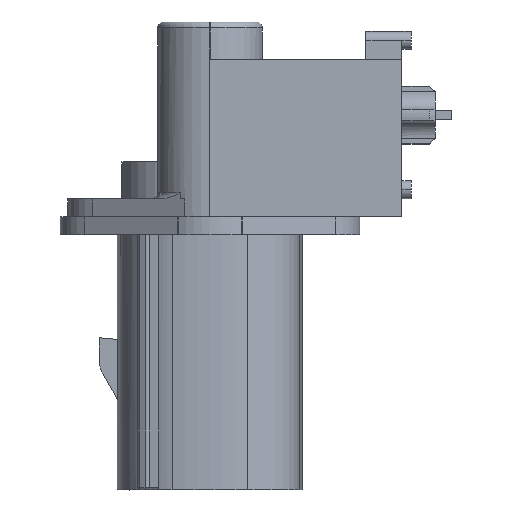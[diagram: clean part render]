
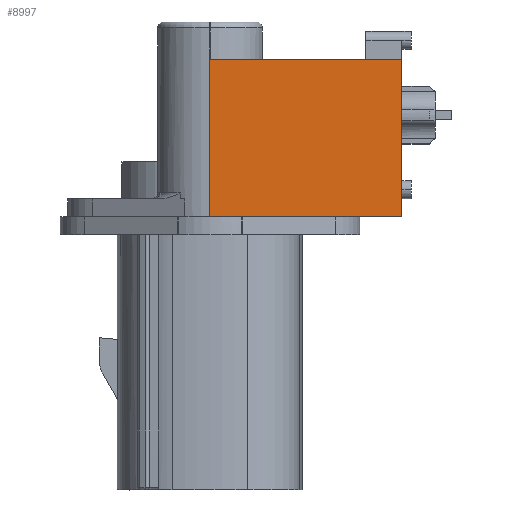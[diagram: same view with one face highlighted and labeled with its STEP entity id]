
A CAD part, left-side view. The second image highlights one B-rep face of the part: STEP entity #8997.
In plain terms, the highlighted planar face has unit normal (-1, 0, 0).
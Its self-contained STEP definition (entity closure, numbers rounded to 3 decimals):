
#799=DIRECTION('',(0.,1.,0.));
#800=VECTOR('',#799,13.796);
#801=CARTESIAN_POINT('',(23.859,-13.053,3.445));
#802=LINE('',#801,#800);
#827=DIRECTION('',(0.,-1.,0.));
#828=VECTOR('',#827,16.226);
#829=CARTESIAN_POINT('',(23.859,3.173,16.759));
#830=LINE('',#829,#828);
#1627=DIRECTION('',(0.,0.,1.));
#1628=VECTOR('',#1627,16.01);
#1629=CARTESIAN_POINT('',(23.859,3.233,3.445));
#1630=LINE('',#1629,#1628);
#1643=DIRECTION('',(0.,0.,-1.));
#1644=VECTOR('',#1643,2.697);
#1645=CARTESIAN_POINT('',(23.859,3.173,19.455));
#1646=LINE('',#1645,#1644);
#1672=DIRECTION('',(0.,-1.,0.));
#1673=VECTOR('',#1672,0.06);
#1674=CARTESIAN_POINT('',(23.859,3.233,19.455));
#1675=LINE('',#1674,#1673);
#1684=DIRECTION('',(0.,0.,-1.));
#1685=VECTOR('',#1684,13.313);
#1686=CARTESIAN_POINT('',(23.859,-13.053,16.759));
#1687=LINE('',#1686,#1685);
#2025=DIRECTION('',(0.,1.,0.));
#2026=VECTOR('',#2025,2.49);
#2027=CARTESIAN_POINT('',(23.859,0.744,3.445));
#2028=LINE('',#2027,#2026);
#5589=CARTESIAN_POINT('',(23.859,3.173,16.759));
#5590=CARTESIAN_POINT('',(23.859,-13.053,16.759));
#5591=VERTEX_POINT('',#5589);
#5592=VERTEX_POINT('',#5590);
#5593=CARTESIAN_POINT('',(23.859,-13.053,3.445));
#5594=VERTEX_POINT('',#5593);
#5595=CARTESIAN_POINT('',(23.859,0.744,3.445));
#5596=VERTEX_POINT('',#5595);
#5597=CARTESIAN_POINT('',(23.859,3.233,3.445));
#5598=VERTEX_POINT('',#5597);
#7185=CARTESIAN_POINT('',(23.859,3.233,19.455));
#7186=CARTESIAN_POINT('',(23.859,3.173,19.455));
#7187=VERTEX_POINT('',#7185);
#7188=VERTEX_POINT('',#7186);
#8981=CARTESIAN_POINT('',(23.859,18.394,38.538));
#8982=DIRECTION('',(1.,0.,0.));
#8983=DIRECTION('',(0.,0.,-1.));
#8984=AXIS2_PLACEMENT_3D('',#8981,#8982,#8983);
#8985=PLANE('',#8984);
#8986=ORIENTED_EDGE('',*,*,#8975,.T.);
#8987=ORIENTED_EDGE('',*,*,#8937,.T.);
#8988=ORIENTED_EDGE('',*,*,#7886,.T.);
#8990=ORIENTED_EDGE('',*,*,#8989,.T.);
#8991=ORIENTED_EDGE('',*,*,#7830,.T.);
#8993=ORIENTED_EDGE('',*,*,#8992,.T.);
#8994=ORIENTED_EDGE('',*,*,#8921,.T.);
#8995=EDGE_LOOP('',(#8986,#8987,#8988,#8990,#8991,#8993,#8994));
#8996=FACE_OUTER_BOUND('',#8995,.F.);
#8997=ADVANCED_FACE('',(#8996),#8985,.F.);
#7830=EDGE_CURVE('',#5594,#5596,#802,.T.);
#7886=EDGE_CURVE('',#5591,#5592,#830,.T.);
#8921=EDGE_CURVE('',#5598,#7187,#1630,.T.);
#8937=EDGE_CURVE('',#7188,#5591,#1646,.T.);
#8975=EDGE_CURVE('',#7187,#7188,#1675,.T.);
#8989=EDGE_CURVE('',#5592,#5594,#1687,.T.);
#8992=EDGE_CURVE('',#5596,#5598,#2028,.T.);
